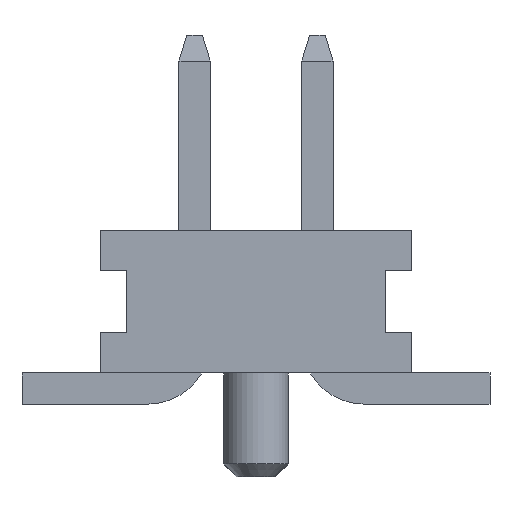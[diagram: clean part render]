
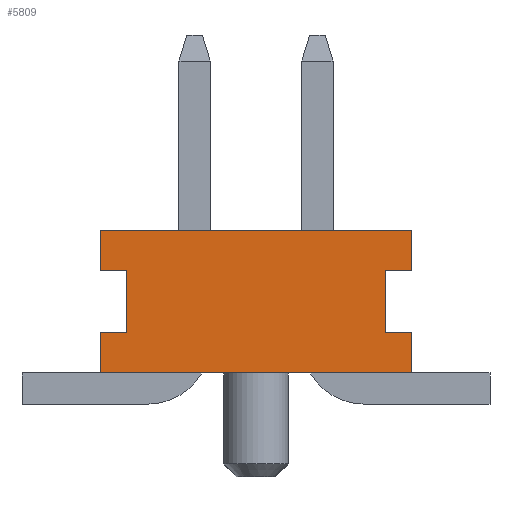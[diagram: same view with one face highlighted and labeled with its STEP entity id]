
A CAD part, front view. The second image highlights one B-rep face of the part: STEP entity #5809.
In plain terms, the highlighted face is planar.
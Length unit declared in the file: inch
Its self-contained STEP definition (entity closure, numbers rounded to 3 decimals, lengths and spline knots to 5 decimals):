
#352=DIRECTION('',(0.,1.,0.));
#353=VECTOR('',#352,0.0155);
#354=CARTESIAN_POINT('',(0.07875,-0.0275,-0.06));
#355=LINE('',#354,#353);
#373=DIRECTION('',(0.,0.,1.));
#374=VECTOR('',#373,0.12);
#375=CARTESIAN_POINT('',(0.07875,-0.0275,-0.06));
#376=LINE('',#375,#374);
#380=DIRECTION('',(0.,1.,0.));
#381=VECTOR('',#380,0.0155);
#382=CARTESIAN_POINT('',(0.07875,-0.0275,0.06));
#383=LINE('',#382,#381);
#387=DIRECTION('',(0.,1.,0.));
#388=VECTOR('',#387,0.0155);
#389=CARTESIAN_POINT('',(0.07875,0.012,0.06));
#390=LINE('',#389,#388);
#394=DIRECTION('',(0.,0.,-1.));
#395=VECTOR('',#394,0.12);
#396=CARTESIAN_POINT('',(0.07875,0.0275,0.06));
#397=LINE('',#396,#395);
#401=DIRECTION('',(0.,-1.,0.));
#402=VECTOR('',#401,0.0155);
#403=CARTESIAN_POINT('',(0.07875,0.0275,-0.06));
#404=LINE('',#403,#402);
#408=DIRECTION('',(0.,-1.,0.));
#409=VECTOR('',#408,0.024);
#410=CARTESIAN_POINT('',(0.07875,0.012,-0.05));
#411=LINE('',#410,#409);
#415=DIRECTION('',(0.,0.,1.));
#416=VECTOR('',#415,0.01);
#417=CARTESIAN_POINT('',(0.07875,-0.012,-0.06));
#418=LINE('',#417,#416);
#583=DIRECTION('',(0.,0.,-1.));
#584=VECTOR('',#583,0.01);
#585=CARTESIAN_POINT('',(0.07875,0.012,-0.05));
#586=LINE('',#585,#584);
#1269=DIRECTION('',(0.,0.,-1.));
#1270=VECTOR('',#1269,0.01);
#1271=CARTESIAN_POINT('',(0.07875,0.012,0.06));
#1272=LINE('',#1271,#1270);
#1416=DIRECTION('',(0.,-1.,0.));
#1417=VECTOR('',#1416,0.024);
#1418=CARTESIAN_POINT('',(0.07875,0.012,0.05));
#1419=LINE('',#1418,#1417);
#1423=DIRECTION('',(0.,0.,1.));
#1424=VECTOR('',#1423,0.01);
#1425=CARTESIAN_POINT('',(0.07875,-0.012,0.05));
#1426=LINE('',#1425,#1424);
#4662=CARTESIAN_POINT('',(0.07875,-0.012,-0.05));
#4664=VERTEX_POINT('',#4662);
#4668=CARTESIAN_POINT('',(0.07875,0.012,-0.05));
#4669=VERTEX_POINT('',#4668);
#4842=CARTESIAN_POINT('',(0.07875,0.0275,-0.06));
#4843=VERTEX_POINT('',#4842);
#4844=CARTESIAN_POINT('',(0.07875,0.0275,0.06));
#4845=VERTEX_POINT('',#4844);
#4956=CARTESIAN_POINT('',(0.07875,-0.0275,-0.06));
#4957=VERTEX_POINT('',#4956);
#4958=CARTESIAN_POINT('',(0.07875,-0.0275,0.06));
#4959=VERTEX_POINT('',#4958);
#5084=CARTESIAN_POINT('',(0.07875,0.012,-0.06));
#5085=VERTEX_POINT('',#5084);
#5088=CARTESIAN_POINT('',(0.07875,-0.012,0.06));
#5089=VERTEX_POINT('',#5088);
#5100=CARTESIAN_POINT('',(0.07875,0.012,0.06));
#5101=VERTEX_POINT('',#5100);
#5104=CARTESIAN_POINT('',(0.07875,-0.012,-0.06));
#5105=VERTEX_POINT('',#5104);
#5106=CARTESIAN_POINT('',(0.07875,0.012,0.05));
#5107=VERTEX_POINT('',#5106);
#5108=CARTESIAN_POINT('',(0.07875,-0.012,0.05));
#5109=VERTEX_POINT('',#5108);
#5780=CARTESIAN_POINT('',(0.07875,0.,0.));
#5781=DIRECTION('',(1.,0.,0.));
#5782=DIRECTION('',(0.,0.,1.));
#5783=AXIS2_PLACEMENT_3D('',#5780,#5781,#5782);
#5784=PLANE('',#5783);
#5786=ORIENTED_EDGE('',*,*,#5785,.F.);
#5787=ORIENTED_EDGE('',*,*,#5764,.F.);
#5788=ORIENTED_EDGE('',*,*,#5509,.T.);
#5790=ORIENTED_EDGE('',*,*,#5789,.T.);
#5792=ORIENTED_EDGE('',*,*,#5791,.F.);
#5794=ORIENTED_EDGE('',*,*,#5793,.F.);
#5796=ORIENTED_EDGE('',*,*,#5795,.F.);
#5798=ORIENTED_EDGE('',*,*,#5797,.T.);
#5800=ORIENTED_EDGE('',*,*,#5799,.T.);
#5802=ORIENTED_EDGE('',*,*,#5801,.T.);
#5804=ORIENTED_EDGE('',*,*,#5803,.F.);
#5806=ORIENTED_EDGE('',*,*,#5805,.T.);
#5807=EDGE_LOOP('',(#5786,#5787,#5788,#5790,#5792,#5794,#5796,#5798,#5800,#5802,
#5804,#5806));
#5808=FACE_OUTER_BOUND('',#5807,.F.);
#5809=ADVANCED_FACE('',(#5808),#5784,.T.);
#5509=EDGE_CURVE('',#4957,#4959,#376,.T.);
#5764=EDGE_CURVE('',#4957,#5105,#355,.T.);
#5785=EDGE_CURVE('',#5105,#4664,#418,.T.);
#5789=EDGE_CURVE('',#4959,#5089,#383,.T.);
#5791=EDGE_CURVE('',#5109,#5089,#1426,.T.);
#5793=EDGE_CURVE('',#5107,#5109,#1419,.T.);
#5795=EDGE_CURVE('',#5101,#5107,#1272,.T.);
#5797=EDGE_CURVE('',#5101,#4845,#390,.T.);
#5799=EDGE_CURVE('',#4845,#4843,#397,.T.);
#5801=EDGE_CURVE('',#4843,#5085,#404,.T.);
#5803=EDGE_CURVE('',#4669,#5085,#586,.T.);
#5805=EDGE_CURVE('',#4669,#4664,#411,.T.);
